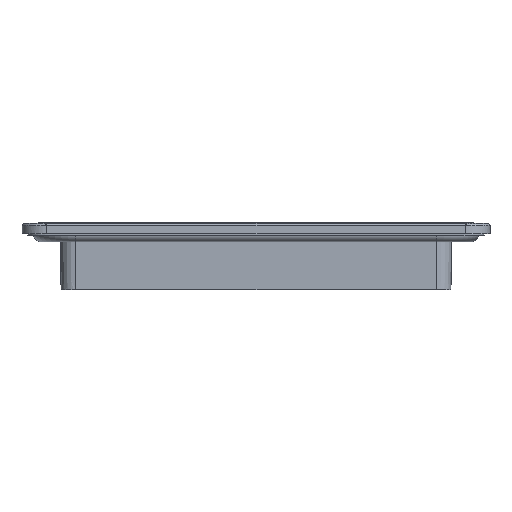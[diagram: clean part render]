
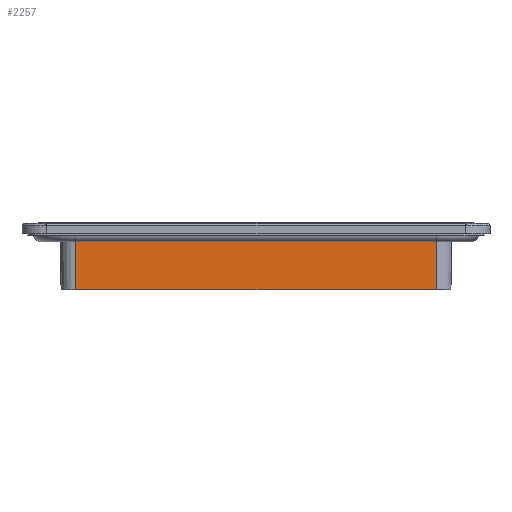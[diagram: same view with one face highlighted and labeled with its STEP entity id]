
A CAD part, left-side view. The second image highlights one B-rep face of the part: STEP entity #2257.
In plain terms, the highlighted planar face has unit normal (-1, 0, -0.018).
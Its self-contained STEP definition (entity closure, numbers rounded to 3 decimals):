
#1190=CARTESIAN_POINT('Vertex',(-86.228,79.3,22.009)) ;
#1194=CARTESIAN_POINT('Control Point',(-86.228,79.3,22.009)) ;
#1195=CARTESIAN_POINT('Control Point',(-86.228,53.396,22.009)) ;
#1196=CARTESIAN_POINT('Vertex',(-86.228,53.396,22.009)) ;
#1219=CARTESIAN_POINT('Line Origine',(-86.228,0.,22.009)) ;
#1223=CARTESIAN_POINT('Vertex',(-86.228,23.604,22.009)) ;
#1226=CARTESIAN_POINT('Line Origine',(-86.228,0.,22.009)) ;
#1230=CARTESIAN_POINT('Vertex',(-86.228,-23.586,22.009)) ;
#1257=CARTESIAN_POINT('Control Point',(-86.228,-23.586,22.009)) ;
#1258=CARTESIAN_POINT('Control Point',(-86.228,-23.604,22.009)) ;
#1259=CARTESIAN_POINT('Vertex',(-86.228,-23.604,22.009)) ;
#1281=CARTESIAN_POINT('Line Origine',(-86.228,0.,22.009)) ;
#1285=CARTESIAN_POINT('Vertex',(-86.228,-53.396,22.009)) ;
#1310=CARTESIAN_POINT('Control Point',(-86.228,-79.3,22.009)) ;
#1311=CARTESIAN_POINT('Control Point',(-86.228,-53.396,22.009)) ;
#1312=CARTESIAN_POINT('Vertex',(-86.228,-79.3,22.009)) ;
#2212=CARTESIAN_POINT('Vertex',(-85.8,79.3,-2.5)) ;
#2215=CARTESIAN_POINT('Line Origine',(-86.04,79.3,11.25)) ;
#2229=CARTESIAN_POINT('Axis2P3D Location',(-85.809,79.301,-2.01)) ;
#2234=CARTESIAN_POINT('Line Origine',(-85.8,0.,-2.5)) ;
#2238=CARTESIAN_POINT('Vertex',(-85.8,-79.3,-2.5)) ;
#2241=CARTESIAN_POINT('Line Origine',(-86.014,-79.3,9.754)) ;
#1220=DIRECTION('Vector Direction',(0.,-1.,0.)) ;
#1227=DIRECTION('Vector Direction',(0.,-1.,0.)) ;
#1282=DIRECTION('Vector Direction',(0.,-1.,0.)) ;
#2216=DIRECTION('Vector Direction',(-0.017,0.,1.)) ;
#2230=DIRECTION('Axis2P3D Direction',(-1.,0.,-0.017)) ;
#2231=DIRECTION('Axis2P3D XDirection',(0.,-1.,-0.)) ;
#2235=DIRECTION('Vector Direction',(0.,-1.,0.)) ;
#2242=DIRECTION('Vector Direction',(0.017,0.,-1.)) ;
#2232=AXIS2_PLACEMENT_3D('Plane Axis2P3D',#2229,#2230,#2231) ;
#2247=ORIENTED_EDGE('',*,*,#1198,.F.) ;
#2248=ORIENTED_EDGE('',*,*,#2219,.F.) ;
#2249=ORIENTED_EDGE('',*,*,#2240,.T.) ;
#2250=ORIENTED_EDGE('',*,*,#2245,.T.) ;
#2251=ORIENTED_EDGE('',*,*,#1314,.T.) ;
#2252=ORIENTED_EDGE('',*,*,#1287,.T.) ;
#2253=ORIENTED_EDGE('',*,*,#1261,.T.) ;
#2254=ORIENTED_EDGE('',*,*,#1232,.T.) ;
#2255=ORIENTED_EDGE('',*,*,#1225,.T.) ;
#1221=VECTOR('Line Direction',#1220,1.) ;
#1228=VECTOR('Line Direction',#1227,1.) ;
#1283=VECTOR('Line Direction',#1282,1.) ;
#2217=VECTOR('Line Direction',#2216,1.) ;
#2236=VECTOR('Line Direction',#2235,1.) ;
#2243=VECTOR('Line Direction',#2242,1.) ;
#2257=ADVANCED_FACE('6B',(#2256),#2233,.T.) ;
#1198=EDGE_CURVE('',#1191,#1197,#1193,.T.) ;
#1225=EDGE_CURVE('',#1224,#1197,#1222,.F.) ;
#1232=EDGE_CURVE('',#1231,#1224,#1229,.F.) ;
#1261=EDGE_CURVE('',#1260,#1231,#1256,.F.) ;
#1287=EDGE_CURVE('',#1286,#1260,#1284,.F.) ;
#1314=EDGE_CURVE('',#1313,#1286,#1309,.T.) ;
#2219=EDGE_CURVE('',#2213,#1191,#2218,.T.) ;
#2240=EDGE_CURVE('',#2213,#2239,#2237,.T.) ;
#2245=EDGE_CURVE('',#2239,#1313,#2244,.F.) ;
#2246=EDGE_LOOP('',(#2247,#2248,#2249,#2250,#2251,#2252,#2253,#2254,#2255)) ;
#2256=FACE_OUTER_BOUND('',#2246,.T.) ;
#1222=LINE('Line',#1219,#1221) ;
#1229=LINE('Line',#1226,#1228) ;
#1284=LINE('Line',#1281,#1283) ;
#2218=LINE('Line',#2215,#2217) ;
#2237=LINE('Line',#2234,#2236) ;
#2244=LINE('Line',#2241,#2243) ;
#2233=PLANE('',#2232) ;
#1191=VERTEX_POINT('',#1190) ;
#1197=VERTEX_POINT('',#1196) ;
#1224=VERTEX_POINT('',#1223) ;
#1231=VERTEX_POINT('',#1230) ;
#1260=VERTEX_POINT('',#1259) ;
#1286=VERTEX_POINT('',#1285) ;
#1313=VERTEX_POINT('',#1312) ;
#2213=VERTEX_POINT('',#2212) ;
#2239=VERTEX_POINT('',#2238) ;
#1193=(BOUNDED_CURVE()B_SPLINE_CURVE(1,(#1194,#1195),.UNSPECIFIED.,.F.,.U.)B_SPLINE_CURVE_WITH_KNOTS((2,2),(-84.028,-58.124),.UNSPECIFIED.)CURVE()GEOMETRIC_REPRESENTATION_ITEM()RATIONAL_B_SPLINE_CURVE((1.,1.))REPRESENTATION_ITEM('')) ;
#1256=(BOUNDED_CURVE()B_SPLINE_CURVE(1,(#1257,#1258),.UNSPECIFIED.,.F.,.U.)B_SPLINE_CURVE_WITH_KNOTS((2,2),(-127.99,-127.972),.UNSPECIFIED.)CURVE()GEOMETRIC_REPRESENTATION_ITEM()RATIONAL_B_SPLINE_CURVE((1.,1.))REPRESENTATION_ITEM('')) ;
#1309=(BOUNDED_CURVE()B_SPLINE_CURVE(1,(#1310,#1311),.UNSPECIFIED.,.F.,.U.)B_SPLINE_CURVE_WITH_KNOTS((2,2),(-84.028,-58.124),.UNSPECIFIED.)CURVE()GEOMETRIC_REPRESENTATION_ITEM()RATIONAL_B_SPLINE_CURVE((1.,1.))REPRESENTATION_ITEM('')) ;
